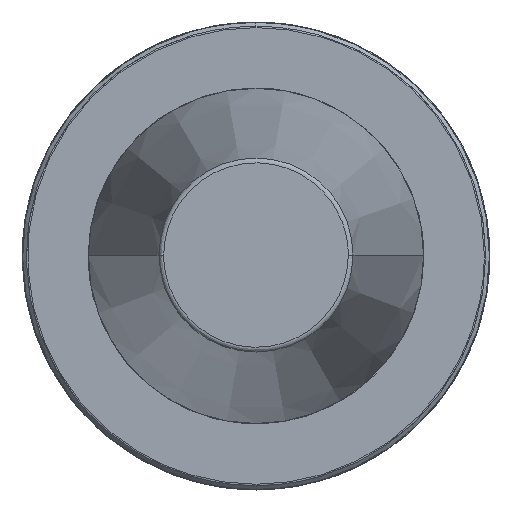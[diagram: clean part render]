
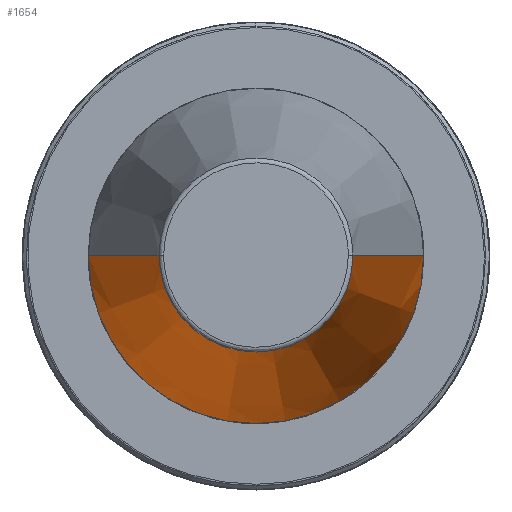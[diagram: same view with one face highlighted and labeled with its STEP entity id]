
A CAD part, top view. The second image highlights one B-rep face of the part: STEP entity #1654.
In plain terms, the highlighted conical face has half-angle 8.297 degrees and reference radius 34.925 mm.
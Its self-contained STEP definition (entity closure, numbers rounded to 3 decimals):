
#28 = CARTESIAN_POINT ( 'NONE',  ( -34.925, 0., 0. ) ) ;
#74 = LINE ( 'NONE', #2575, #426 ) ;
#274 = DIRECTION ( 'NONE',  ( -1., 0., 0. ) ) ;
#292 = ORIENTED_EDGE ( 'NONE', *, *, #577, .T. ) ;
#361 = DIRECTION ( 'NONE',  ( -0.144, 0., -0.99 ) ) ;
#426 = VECTOR ( 'NONE', #3098, 1000. ) ;
#485 = EDGE_CURVE ( 'NONE', #2183, #2800, #992, .T. ) ;
#488 = AXIS2_PLACEMENT_3D ( 'NONE', #3193, #2187, #274 ) ;
#515 = FACE_OUTER_BOUND ( 'NONE', #2062, .T. ) ;
#577 = EDGE_CURVE ( 'NONE', #692, #1066, #2921, .T. ) ;
#667 = CARTESIAN_POINT ( 'NONE',  ( -20.211, 0., 100.894 ) ) ;
#692 = VERTEX_POINT ( 'NONE', #2606 ) ;
#697 = ORIENTED_EDGE ( 'NONE', *, *, #2202, .F. ) ;
#873 = EDGE_CURVE ( 'NONE', #1066, #2183, #1690, .T. ) ;
#992 = CIRCLE ( 'NONE', #2176, 34.925 ) ;
#1008 = CARTESIAN_POINT ( 'NONE',  ( -34.925, 0., 0. ) ) ;
#1036 = VECTOR ( 'NONE', #361, 1000. ) ;
#1066 = VERTEX_POINT ( 'NONE', #667 ) ;
#1654 = ADVANCED_FACE ( 'NONE', ( #515 ), #1895, .T. ) ;
#1690 = LINE ( 'NONE', #28, #1036 ) ;
#1895 = CONICAL_SURFACE ( 'NONE', #488, 34.925, 0.145 ) ;
#2062 = EDGE_LOOP ( 'NONE', ( #697, #292, #2934, #3174 ) ) ;
#2176 = AXIS2_PLACEMENT_3D ( 'NONE', #2346, #3368, #2348 ) ;
#2183 = VERTEX_POINT ( 'NONE', #1008 ) ;
#2187 = DIRECTION ( 'NONE',  ( 0., 0., -1. ) ) ;
#2202 = EDGE_CURVE ( 'NONE', #692, #2800, #74, .T. ) ;
#2346 = CARTESIAN_POINT ( 'NONE',  ( 0., 0., 0. ) ) ;
#2348 = DIRECTION ( 'NONE',  ( -1., 0., 0. ) ) ;
#2575 = CARTESIAN_POINT ( 'NONE',  ( 34.925, 0., 0. ) ) ;
#2583 = AXIS2_PLACEMENT_3D ( 'NONE', #2771, #2759, #2745 ) ;
#2606 = CARTESIAN_POINT ( 'NONE',  ( 20.211, 0., 100.894 ) ) ;
#2745 = DIRECTION ( 'NONE',  ( -1., 0., 0. ) ) ;
#2759 = DIRECTION ( 'NONE',  ( 0., 0., -1. ) ) ;
#2771 = CARTESIAN_POINT ( 'NONE',  ( 0., 0., 100.894 ) ) ;
#2800 = VERTEX_POINT ( 'NONE', #3272 ) ;
#2921 = CIRCLE ( 'NONE', #2583, 20.211 ) ;
#2934 = ORIENTED_EDGE ( 'NONE', *, *, #873, .T. ) ;
#3098 = DIRECTION ( 'NONE',  ( 0.144, 0., -0.99 ) ) ;
#3174 = ORIENTED_EDGE ( 'NONE', *, *, #485, .T. ) ;
#3193 = CARTESIAN_POINT ( 'NONE',  ( 0., 0., 0. ) ) ;
#3272 = CARTESIAN_POINT ( 'NONE',  ( 34.925, 0., 0. ) ) ;
#3368 = DIRECTION ( 'NONE',  ( 0., 0., 1. ) ) ;
